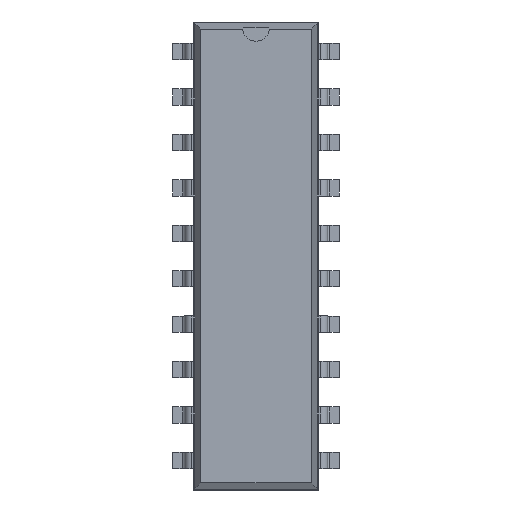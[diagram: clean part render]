
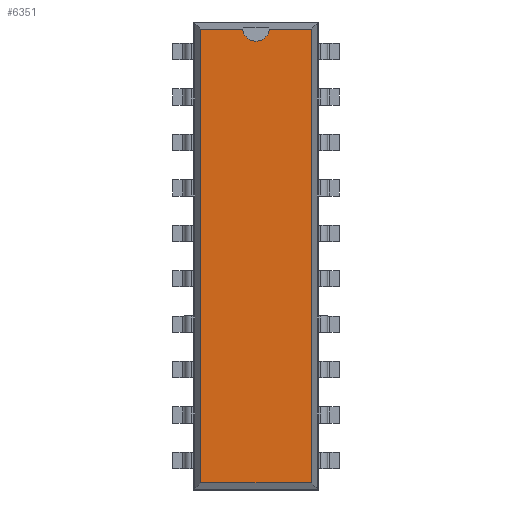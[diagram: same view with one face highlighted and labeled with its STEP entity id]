
A CAD part, top view. The second image highlights one B-rep face of the part: STEP entity #6351.
In plain terms, the highlighted planar face has unit normal (0, 0, 1).
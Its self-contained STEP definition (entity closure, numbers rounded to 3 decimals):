
#26=VECTOR('',#27,1.);
#27=DIRECTION('',(0.,1.,0.));
#33=VECTOR('',#34,1.);
#34=DIRECTION('',(-1.,0.,0.));
#40=VECTOR('',#41,1.);
#41=DIRECTION('',(0.,-1.,0.));
#45=VECTOR('',#46,1.);
#46=DIRECTION('',(1.,0.,0.));
#49=DIRECTION('',(0.,0.,-1.));
#1242=DIRECTION('',(0.,0.,-1.));
#4269=VERTEX_POINT('',#4270);
#4270=CARTESIAN_POINT('',(3.101,12.682,3.68));
#4272=ORIENTED_EDGE('',*,*,#4273,.F.);
#4273=EDGE_CURVE('',#4274,#4269,#4276,.T.);
#4274=VERTEX_POINT('',#4275);
#4275=CARTESIAN_POINT('',(3.101,-12.682,3.68));
#4276=LINE('',#4275,#26);
#5275=VERTEX_POINT('',#5276);
#5276=CARTESIAN_POINT('',(-3.101,12.682,3.68));
#5278=ORIENTED_EDGE('',*,*,#5279,.F.);
#5279=EDGE_CURVE('',#5280,#5275,#5282,.T.);
#5280=VERTEX_POINT('',#5281);
#5281=CARTESIAN_POINT('',(-0.746,12.682,3.68));
#5282=LINE('',#4270,#33);
#5301=VERTEX_POINT('',#5302);
#5302=CARTESIAN_POINT('',(0.746,12.682,3.68));
#5308=ORIENTED_EDGE('',*,*,#5309,.F.);
#5309=EDGE_CURVE('',#4269,#5301,#5282,.T.);
#5347=VERTEX_POINT('',#5348);
#5348=CARTESIAN_POINT('',(-3.101,-12.682,3.68));
#5350=ORIENTED_EDGE('',*,*,#5351,.F.);
#5351=EDGE_CURVE('',#5275,#5347,#5352,.T.);
#5352=LINE('',#5276,#40);
#6346=ORIENTED_EDGE('',*,*,#6347,.F.);
#6347=EDGE_CURVE('',#5347,#4274,#6348,.T.);
#6348=LINE('',#5348,#45);
#6351=ADVANCED_FACE('',(#6352),#6363,.F.);
#6352=FACE_BOUND('',#6353,.F.);
#6353=EDGE_LOOP('',(#4272,#6346,#5350,#5278,#6354,#6361,#5308));
#6354=ORIENTED_EDGE('',*,*,#6355,.F.);
#6355=EDGE_CURVE('',#6356,#5280,#6358,.T.);
#6356=VERTEX_POINT('',#6357);
#6357=CARTESIAN_POINT('',(0.,12.007,3.68));
#6358=CIRCLE('',#6359,0.75);
#6359=AXIS2_PLACEMENT_3D('',#6360,#1242,#41);
#6360=CARTESIAN_POINT('',(0.,12.757,3.68));
#6361=ORIENTED_EDGE('',*,*,#6362,.F.);
#6362=EDGE_CURVE('',#5301,#6356,#6358,.T.);
#6363=PLANE('',#6364);
#6364=AXIS2_PLACEMENT_3D('',#4275,#49,#6365);
#6365=DIRECTION('',(-0.238,0.971,0.));
